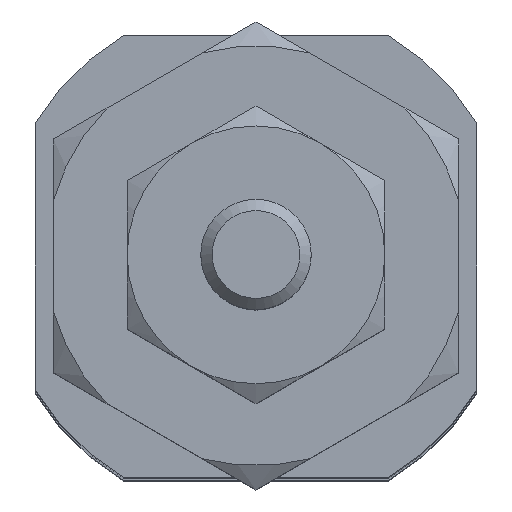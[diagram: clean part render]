
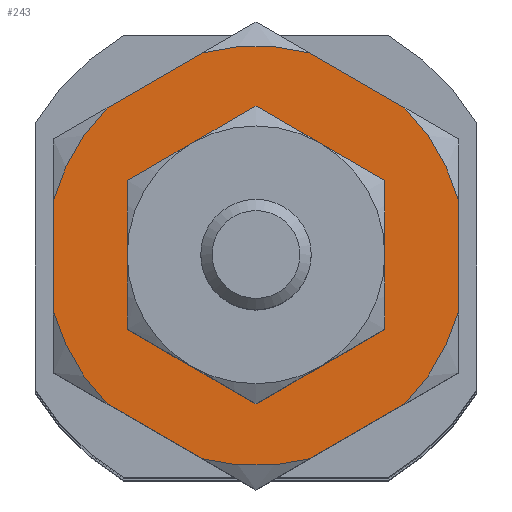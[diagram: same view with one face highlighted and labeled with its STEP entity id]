
A CAD part, top view. The second image highlights one B-rep face of the part: STEP entity #243.
In plain terms, the highlighted planar face has unit normal (0, 0, 1).
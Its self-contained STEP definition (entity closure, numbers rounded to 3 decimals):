
#243 = ADVANCED_FACE( '', ( #471, #472 ), #473, .T. );
#471 = FACE_BOUND( '', #765, .T. );
#472 = FACE_OUTER_BOUND( '', #766, .T. );
#473 = PLANE( '', #767 );
#765 = EDGE_LOOP( '', ( #1433 ) );
#766 = EDGE_LOOP( '', ( #1434, #1435, #1436, #1437, #1438, #1439, #1440, #1441, #1442, #1443, #1444, #1445 ) );
#767 = AXIS2_PLACEMENT_3D( '', #1446, #1447, #1448 );
#1433 = ORIENTED_EDGE( '', *, *, #1825, .F. );
#1434 = ORIENTED_EDGE( '', *, *, #1955, .F. );
#1435 = ORIENTED_EDGE( '', *, *, #1845, .T. );
#1436 = ORIENTED_EDGE( '', *, *, #1830, .F. );
#1437 = ORIENTED_EDGE( '', *, *, #1836, .T. );
#1438 = ORIENTED_EDGE( '', *, *, #1959, .F. );
#1439 = ORIENTED_EDGE( '', *, *, #1841, .T. );
#1440 = ORIENTED_EDGE( '', *, *, #1958, .F. );
#1441 = ORIENTED_EDGE( '', *, *, #1854, .T. );
#1442 = ORIENTED_EDGE( '', *, *, #1957, .F. );
#1443 = ORIENTED_EDGE( '', *, *, #1849, .T. );
#1444 = ORIENTED_EDGE( '', *, *, #1956, .F. );
#1445 = ORIENTED_EDGE( '', *, *, #1813, .T. );
#1446 = CARTESIAN_POINT( '', ( 0., 0., 59. ) );
#1447 = DIRECTION( '', ( 0., 0., 1. ) );
#1448 = DIRECTION( '', ( 1., 0., 0. ) );
#1813 = EDGE_CURVE( '', #2096, #2094, #2097, .T. );
#1825 = EDGE_CURVE( '', #2119, #2119, #2120, .T. );
#1830 = EDGE_CURVE( '', #2126, #2129, #2130, .F. );
#1836 = EDGE_CURVE( '', #2126, #2137, #2139, .T. );
#1841 = EDGE_CURVE( '', #2147, #2145, #2148, .T. );
#1845 = EDGE_CURVE( '', #2153, #2129, #2154, .T. );
#1849 = EDGE_CURVE( '', #2159, #2157, #2160, .T. );
#1854 = EDGE_CURVE( '', #2167, #2165, #2168, .T. );
#1955 = EDGE_CURVE( '', #2153, #2094, #2338, .F. );
#1956 = EDGE_CURVE( '', #2096, #2157, #2339, .F. );
#1957 = EDGE_CURVE( '', #2159, #2165, #2340, .F. );
#1958 = EDGE_CURVE( '', #2167, #2145, #2341, .F. );
#1959 = EDGE_CURVE( '', #2147, #2137, #2342, .F. );
#2094 = VERTEX_POINT( '', #2571 );
#2096 = VERTEX_POINT( '', #2576 );
#2097 = LINE( '', #2577, #2578 );
#2119 = VERTEX_POINT( '', #2623 );
#2120 = CIRCLE( '', #2624, 3. );
#2126 = VERTEX_POINT( '', #2633 );
#2129 = VERTEX_POINT( '', #2639 );
#2130 = CIRCLE( '', #2640, 5.7 );
#2137 = VERTEX_POINT( '', #2654 );
#2139 = LINE( '', #2659, #2660 );
#2145 = VERTEX_POINT( '', #2669 );
#2147 = VERTEX_POINT( '', #2674 );
#2148 = LINE( '', #2675, #2676 );
#2153 = VERTEX_POINT( '', #2688 );
#2154 = LINE( '', #2689, #2690 );
#2157 = VERTEX_POINT( '', #2697 );
#2159 = VERTEX_POINT( '', #2702 );
#2160 = LINE( '', #2703, #2704 );
#2165 = VERTEX_POINT( '', #2714 );
#2167 = VERTEX_POINT( '', #2719 );
#2168 = LINE( '', #2720, #2721 );
#2338 = CIRCLE( '', #2954, 5.7 );
#2339 = CIRCLE( '', #2955, 5.7 );
#2340 = CIRCLE( '', #2956, 5.7 );
#2341 = CIRCLE( '', #2957, 5.7 );
#2342 = CIRCLE( '', #2958, 5.7 );
#2571 = CARTESIAN_POINT( '', ( 4.046, -4.015, 59. ) );
#2576 = CARTESIAN_POINT( '', ( 1.454, -5.511, 59. ) );
#2577 = CARTESIAN_POINT( '', ( 0., -6.351, 59. ) );
#2578 = VECTOR( '', #3362, 1000. );
#2623 = CARTESIAN_POINT( '', ( 3., 0., 59. ) );
#2624 = AXIS2_PLACEMENT_3D( '', #3371, #3372, #3373 );
#2633 = CARTESIAN_POINT( '', ( 4.046, 4.015, 59. ) );
#2639 = CARTESIAN_POINT( '', ( 5.5, 1.497, 59. ) );
#2640 = AXIS2_PLACEMENT_3D( '', #3380, #3381, #3382 );
#2654 = CARTESIAN_POINT( '', ( 1.454, 5.511, 59. ) );
#2659 = CARTESIAN_POINT( '', ( 5.5, 3.175, 59. ) );
#2660 = VECTOR( '', #3387, 1000. );
#2669 = CARTESIAN_POINT( '', ( -4.046, 4.015, 59. ) );
#2674 = CARTESIAN_POINT( '', ( -1.454, 5.511, 59. ) );
#2675 = CARTESIAN_POINT( '', ( 0., 6.351, 59. ) );
#2676 = VECTOR( '', #3391, 1000. );
#2688 = CARTESIAN_POINT( '', ( 5.5, -1.497, 59. ) );
#2689 = CARTESIAN_POINT( '', ( 5.5, -3.175, 59. ) );
#2690 = VECTOR( '', #3393, 1000. );
#2697 = CARTESIAN_POINT( '', ( -1.454, -5.511, 59. ) );
#2702 = CARTESIAN_POINT( '', ( -4.046, -4.015, 59. ) );
#2703 = CARTESIAN_POINT( '', ( -5.5, -3.175, 59. ) );
#2704 = VECTOR( '', #3395, 1000. );
#2714 = CARTESIAN_POINT( '', ( -5.5, -1.497, 59. ) );
#2719 = CARTESIAN_POINT( '', ( -5.5, 1.497, 59. ) );
#2720 = CARTESIAN_POINT( '', ( -5.5, 3.175, 59. ) );
#2721 = VECTOR( '', #3398, 1000. );
#2954 = AXIS2_PLACEMENT_3D( '', #3579, #3580, #3581 );
#2955 = AXIS2_PLACEMENT_3D( '', #3582, #3583, #3584 );
#2956 = AXIS2_PLACEMENT_3D( '', #3585, #3586, #3587 );
#2957 = AXIS2_PLACEMENT_3D( '', #3588, #3589, #3590 );
#2958 = AXIS2_PLACEMENT_3D( '', #3591, #3592, #3593 );
#3362 = DIRECTION( '', ( 0.866, 0.5, 0. ) );
#3371 = CARTESIAN_POINT( '', ( 0., 0., 59. ) );
#3372 = DIRECTION( '', ( 0., 0., 1. ) );
#3373 = DIRECTION( '', ( 1., 0., 0. ) );
#3380 = CARTESIAN_POINT( '', ( 0., 0., 59. ) );
#3381 = DIRECTION( '', ( 0., 0., 1. ) );
#3382 = DIRECTION( '', ( 1., 0., 0. ) );
#3387 = DIRECTION( '', ( -0.866, 0.5, 0. ) );
#3391 = DIRECTION( '', ( -0.866, -0.5, 0. ) );
#3393 = DIRECTION( '', ( 0., 1., 0. ) );
#3395 = DIRECTION( '', ( 0.866, -0.5, 0. ) );
#3398 = DIRECTION( '', ( 0., -1., 0. ) );
#3579 = CARTESIAN_POINT( '', ( 0., 0., 59. ) );
#3580 = DIRECTION( '', ( 0., 0., 1. ) );
#3581 = DIRECTION( '', ( 1., 0., 0. ) );
#3582 = CARTESIAN_POINT( '', ( 0., 0., 59. ) );
#3583 = DIRECTION( '', ( 0., 0., 1. ) );
#3584 = DIRECTION( '', ( 1., 0., 0. ) );
#3585 = CARTESIAN_POINT( '', ( 0., 0., 59. ) );
#3586 = DIRECTION( '', ( 0., 0., 1. ) );
#3587 = DIRECTION( '', ( 1., 0., 0. ) );
#3588 = CARTESIAN_POINT( '', ( 0., 0., 59. ) );
#3589 = DIRECTION( '', ( 0., 0., 1. ) );
#3590 = DIRECTION( '', ( 1., 0., 0. ) );
#3591 = CARTESIAN_POINT( '', ( 0., 0., 59. ) );
#3592 = DIRECTION( '', ( 0., 0., 1. ) );
#3593 = DIRECTION( '', ( 1., 0., 0. ) );
